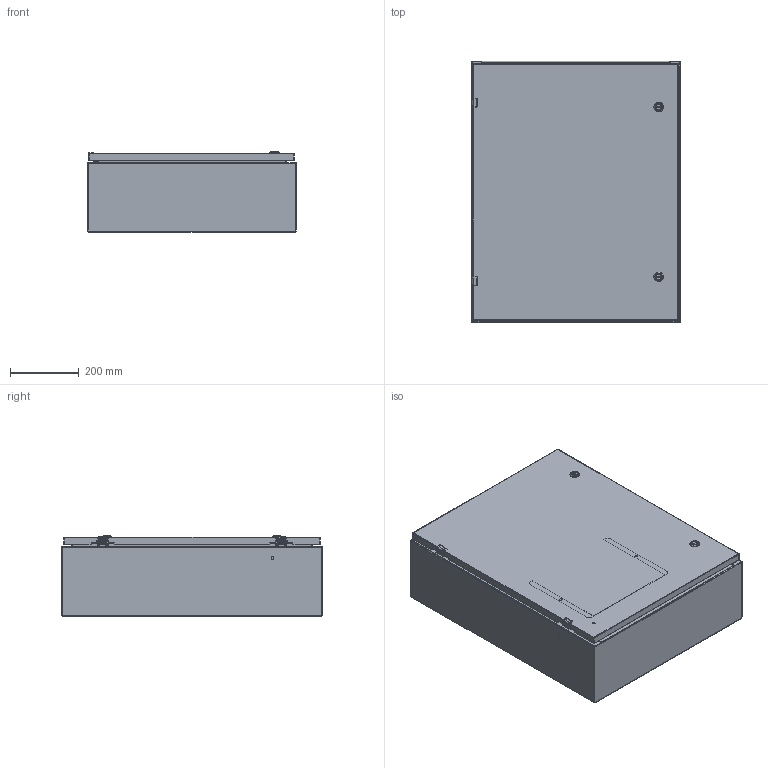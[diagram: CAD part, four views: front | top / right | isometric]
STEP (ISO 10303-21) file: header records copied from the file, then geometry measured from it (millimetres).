
FILE_DESCRIPTION (( 'STEP AP214' ), '1' );
FILE_NAME ('SCE-30EL2408LP.STEP', '2021-10-08T20:27:28', ( '' ), ( '' ), 'SwSTEP 2.0', 'SolidWorks 2021', '' );
FILE_SCHEMA (( 'AUTOMOTIVE_DESIGN' ));
Length unit declared in the file: inch
Products named in the file (1): SCE-30EL2408LP
Bounding box: 609.6 x 762 x 234.45 mm (x, y, z)
Volume: 4430684.6 mm3; surface area: 4317271.3 mm2
Topology: 46 solids, 46 shells, 2273 faces, 5844 edges, 3638 vertices
Faces by surface type: plane 783, bspline 738, cylinder 608, cone 98, torus 46
Entity records: 102801 total; most frequent: CARTESIAN_POINT 52583, ORIENTED_EDGE 11598, DIRECTION 8659, EDGE_CURVE 5799, VERTEX_POINT 3638, AXIS2_PLACEMENT_3D 3217, EDGE_LOOP 2393, FACE_OUTER_BOUND 2273
